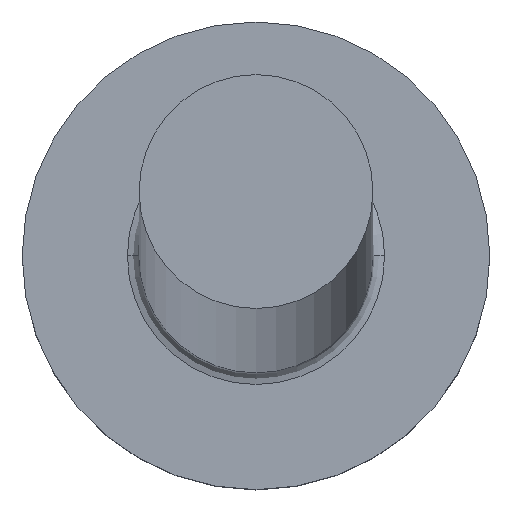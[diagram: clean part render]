
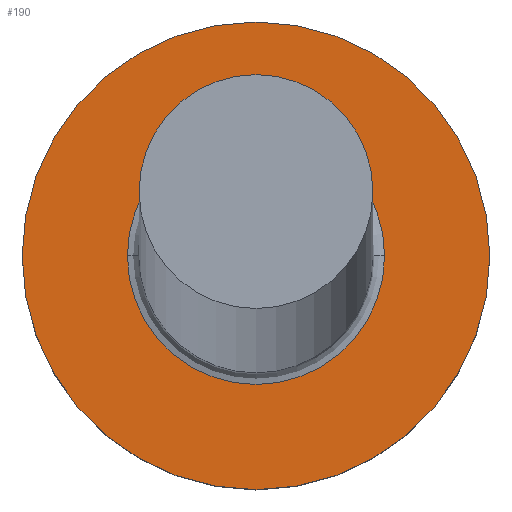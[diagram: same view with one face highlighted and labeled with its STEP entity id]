
A CAD part, top view. The second image highlights one B-rep face of the part: STEP entity #190.
In plain terms, the highlighted planar face has unit normal (0, 0, 1).
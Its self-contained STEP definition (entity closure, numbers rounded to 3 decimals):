
#6 = EDGE_CURVE ( 'NONE', #178, #63, #99, .T. ) ;
#7 = VERTEX_POINT ( 'NONE', #298 ) ;
#11 = VERTEX_POINT ( 'NONE', #87 ) ;
#13 = DIRECTION ( 'NONE',  ( 1., 0., 0. ) ) ;
#25 = PLANE ( 'NONE',  #131 ) ;
#36 = ORIENTED_EDGE ( 'NONE', *, *, #259, .T. ) ;
#37 = ORIENTED_EDGE ( 'NONE', *, *, #149, .T. ) ;
#41 = EDGE_LOOP ( 'NONE', ( #36, #181 ) ) ;
#44 = DIRECTION ( 'NONE',  ( 1., 0., 0. ) ) ;
#49 = CARTESIAN_POINT ( 'NONE',  ( 0., 0., 3. ) ) ;
#50 = AXIS2_PLACEMENT_3D ( 'NONE', #49, #143, #160 ) ;
#62 = EDGE_LOOP ( 'NONE', ( #202, #37 ) ) ;
#63 = VERTEX_POINT ( 'NONE', #65 ) ;
#65 = CARTESIAN_POINT ( 'NONE',  ( 4., 0., 3. ) ) ;
#67 = DIRECTION ( 'NONE',  ( 0., 0., -1. ) ) ;
#69 = AXIS2_PLACEMENT_3D ( 'NONE', #179, #183, #13 ) ;
#72 = FACE_BOUND ( 'NONE', #41, .T. ) ;
#85 = AXIS2_PLACEMENT_3D ( 'NONE', #94, #67, #44 ) ;
#87 = CARTESIAN_POINT ( 'NONE',  ( -2.2, 0., 3. ) ) ;
#94 = CARTESIAN_POINT ( 'NONE',  ( 0., 0., 3. ) ) ;
#95 = CARTESIAN_POINT ( 'NONE',  ( -4., 0., 3. ) ) ;
#99 = CIRCLE ( 'NONE', #69, 4. ) ;
#116 = CARTESIAN_POINT ( 'NONE',  ( 0., 0., 3. ) ) ;
#127 = AXIS2_PLACEMENT_3D ( 'NONE', #116, #151, #139 ) ;
#131 = AXIS2_PLACEMENT_3D ( 'NONE', #284, #303, #163 ) ;
#139 = DIRECTION ( 'NONE',  ( 1., 0., 0. ) ) ;
#143 = DIRECTION ( 'NONE',  ( 0., 0., -1. ) ) ;
#149 = EDGE_CURVE ( 'NONE', #63, #178, #260, .T. ) ;
#151 = DIRECTION ( 'NONE',  ( 0., 0., 1. ) ) ;
#158 = FACE_OUTER_BOUND ( 'NONE', #62, .T. ) ;
#160 = DIRECTION ( 'NONE',  ( 1., 0., 0. ) ) ;
#163 = DIRECTION ( 'NONE',  ( 1., 0., 0. ) ) ;
#178 = VERTEX_POINT ( 'NONE', #95 ) ;
#179 = CARTESIAN_POINT ( 'NONE',  ( 0., 0., 3. ) ) ;
#181 = ORIENTED_EDGE ( 'NONE', *, *, #246, .T. ) ;
#183 = DIRECTION ( 'NONE',  ( 0., 0., 1. ) ) ;
#190 = ADVANCED_FACE ( 'NONE', ( #72, #158 ), #25, .T. ) ;
#202 = ORIENTED_EDGE ( 'NONE', *, *, #6, .T. ) ;
#234 = CIRCLE ( 'NONE', #85, 2.2 ) ;
#246 = EDGE_CURVE ( 'NONE', #11, #7, #255, .T. ) ;
#255 = CIRCLE ( 'NONE', #50, 2.2 ) ;
#259 = EDGE_CURVE ( 'NONE', #7, #11, #234, .T. ) ;
#260 = CIRCLE ( 'NONE', #127, 4. ) ;
#284 = CARTESIAN_POINT ( 'NONE',  ( 0., 0., 3. ) ) ;
#298 = CARTESIAN_POINT ( 'NONE',  ( 2.2, 0., 3. ) ) ;
#303 = DIRECTION ( 'NONE',  ( 0., 0., 1. ) ) ;
